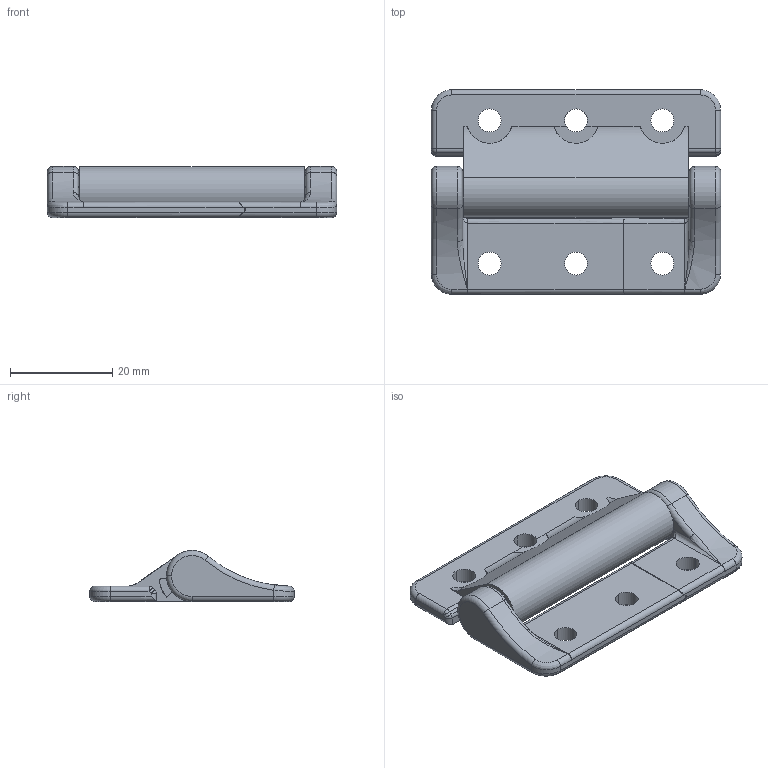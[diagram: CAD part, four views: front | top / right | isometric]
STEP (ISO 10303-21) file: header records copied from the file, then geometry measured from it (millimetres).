
FILE_DESCRIPTION (( 'STEP AP214' ), '1' );
FILE_NAME ('Southco-E6-10E-230-50.STEP', '2020-10-14T09:14:16', ( '' ), ( '' ), 'SwSTEP 2.0', 'SolidWorks 2020', '' );
FILE_SCHEMA (( 'AUTOMOTIVE_DESIGN' ));
Length unit declared in the file: millimetre
Products named in the file (5): E6-10E-230-50.sldasm-Part-1; E6-10E-230-50.sldasm-Part-4; E6-10E-230-50.sldasm-Part-2; E6-10E-230-50.sldasm-Part-3; Southco-E6-10E-230-50
Assembly tree (4 placements, depth 2):
  Southco-E6-10E-230-50
    E6-10E-230-50.sldasm-Part-1
    E6-10E-230-50.sldasm-Part-2
    E6-10E-230-50.sldasm-Part-3
    E6-10E-230-50.sldasm-Part-4
Bounding box: 56.6 x 40 x 10 mm (x, y, z)
Volume: 8698.6 mm3; surface area: 8086.2 mm2
Topology: 4 solids, 4 shells, 330 faces, 848 edges, 538 vertices
Faces by surface type: cylinder 112, plane 100, bspline 66, cone 26, torus 20, sphere 6
Entity records: 10927 total; most frequent: CARTESIAN_POINT 3222, ORIENTED_EDGE 1684, DIRECTION 1482, EDGE_CURVE 842, AXIS2_PLACEMENT_3D 551, VERTEX_POINT 538, VECTOR 380, LINE 380
